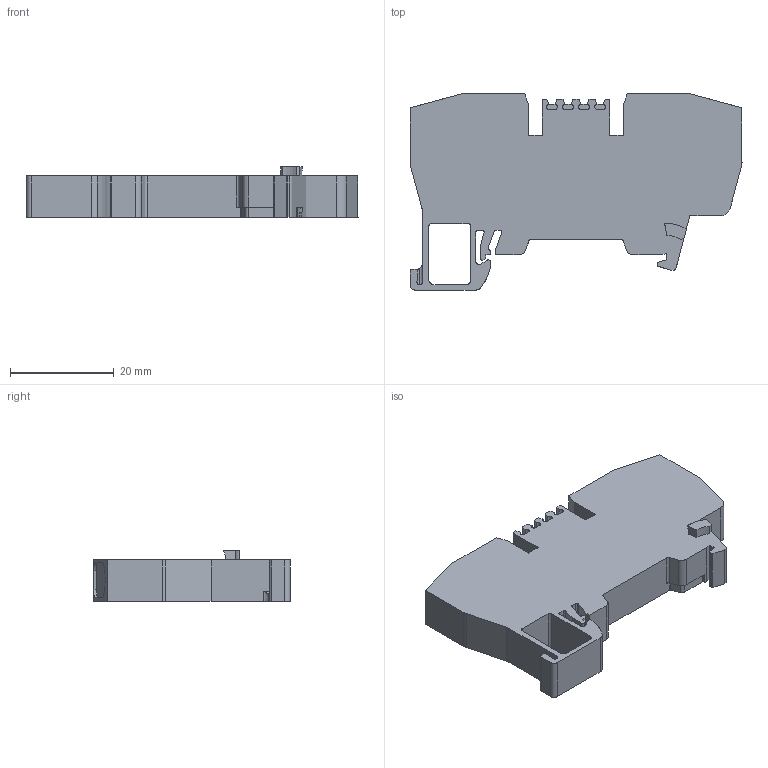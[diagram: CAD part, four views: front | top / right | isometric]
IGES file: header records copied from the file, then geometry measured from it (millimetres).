
Start section: SolidWorks IGES file using analytic representation for surfaces
Global section: file name: 306240_YBK 6_BG.IGS; native system: SolidWorks 2015; preprocessor: SolidWorks 2015; author: guveng; date: 150804.143409; units: millimetre
Bounding box: 64 x 37.81 x 9.8 mm (x, y, z)
Surface area: 6074.8 mm2 (no closed solid volume)
Topology: 0 solids, 0 shells, 203 faces, 2366 edges, 2948 vertices
Faces by surface type: bspline 138, revolution 65
